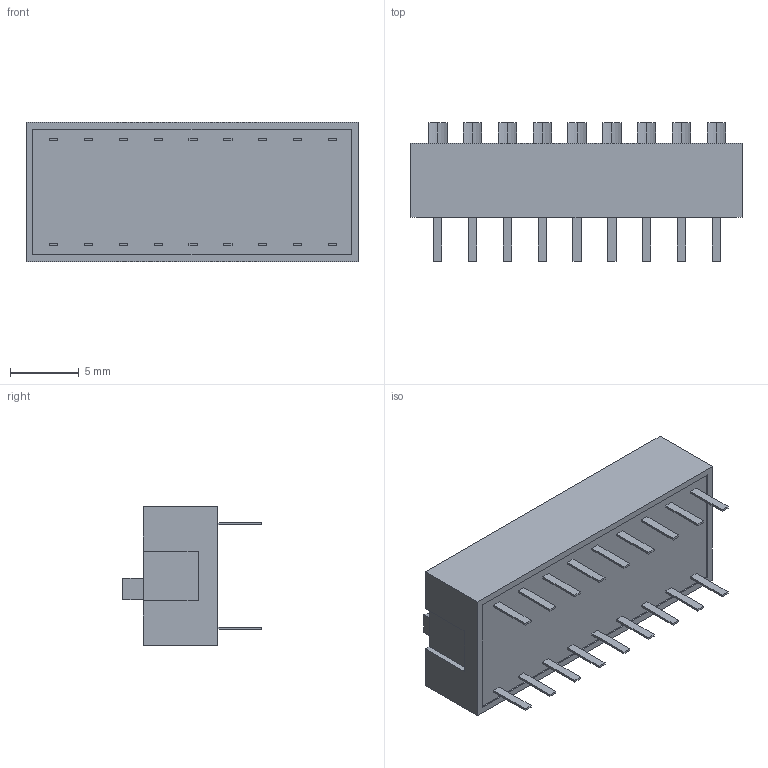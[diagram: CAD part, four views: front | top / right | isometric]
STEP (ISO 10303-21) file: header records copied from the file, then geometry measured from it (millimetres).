
FILE_DESCRIPTION (( 'STEP AP214' ), '1' );
FILE_NAME ('User Library-DIPSWITCH9.STEP', '2010-07-18T05:03:36', ( 'sysAdmin' ), ( 'SolidWorks' ), 'SwSTEP 2.0', 'SolidWorks 2010', '' );
FILE_SCHEMA (( 'AUTOMOTIVE_DESIGN' ));
Length unit declared in the file: millimetre
Products named in the file (1): User Library-DIPSWITCH9
Bounding box: 24.22 x 10.1 x 10.16 mm (x, y, z)
Volume: 1315.3 mm3; surface area: 1130 mm2
Topology: 1 solids, 1 shells, 273 faces, 678 edges, 452 vertices
Faces by surface type: plane 213, bspline 33, cylinder 27
Entity records: 12816 total; most frequent: CARTESIAN_POINT 4011, ORIENTED_EDGE 1356, DIRECTION 1148, EDGE_CURVE 678, VECTOR 558, LINE 558, VERTEX_POINT 452, EDGE_LOOP 318
